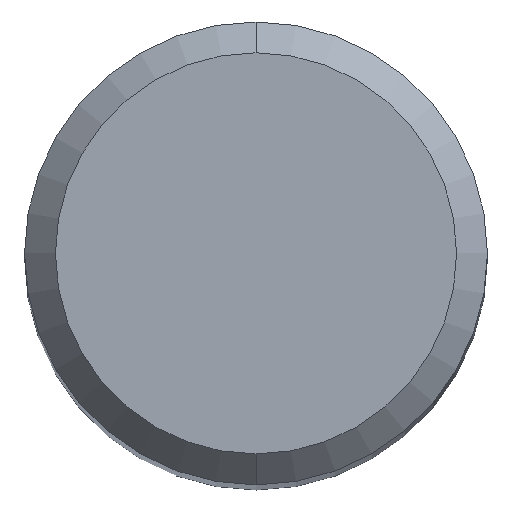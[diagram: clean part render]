
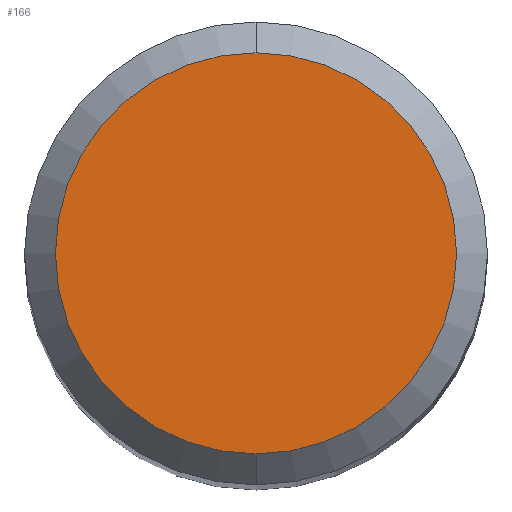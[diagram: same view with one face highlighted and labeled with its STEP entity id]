
A CAD part, top view. The second image highlights one B-rep face of the part: STEP entity #166.
In plain terms, the highlighted planar face has unit normal (0, 0, 1).
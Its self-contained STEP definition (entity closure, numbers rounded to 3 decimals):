
#140=VERTEX_POINT('',#286);
#148=VERTEX_POINT('',#294);
#164=EDGE_CURVE('',#148,#140,#311,.T.);
#166=ADVANCED_FACE('',(#313),#314,.T.);
#200=EDGE_CURVE('',#140,#148,#352,.T.);
#286=CARTESIAN_POINT('',(0.0,2.6,0.01));
#294=CARTESIAN_POINT('',(0.,-2.6,0.01));
#311=CIRCLE('',#474,2.6);
#313=FACE_OUTER_BOUND('',#476,.T.);
#314=PLANE('',#477);
#352=CIRCLE('',#528,2.6);
#474=AXIS2_PLACEMENT_3D('',#644,#645,#646);
#476=EDGE_LOOP('',(#648,#649));
#477=AXIS2_PLACEMENT_3D('',#650,#651,#652);
#528=AXIS2_PLACEMENT_3D('',#701,#702,#703);
#644=CARTESIAN_POINT('',(0.0,0.0,0.01));
#645=DIRECTION('',(0.0,0.0,-1.0));
#646=DIRECTION('',(0.0,1.0,0.0));
#648=ORIENTED_EDGE('',*,*,#200,.F.);
#649=ORIENTED_EDGE('',*,*,#164,.F.);
#650=CARTESIAN_POINT('',(0.0,1.3,0.01));
#651=DIRECTION('',(-0.0,0.0,1.0));
#652=DIRECTION('',(0.0,-1.0,0.0));
#701=CARTESIAN_POINT('',(0.0,0.0,0.01));
#702=DIRECTION('',(0.0,0.0,-1.0));
#703=DIRECTION('',(0.0,1.0,0.0));
